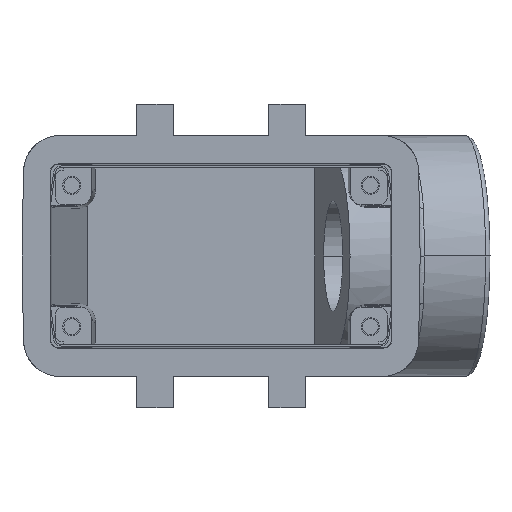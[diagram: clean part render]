
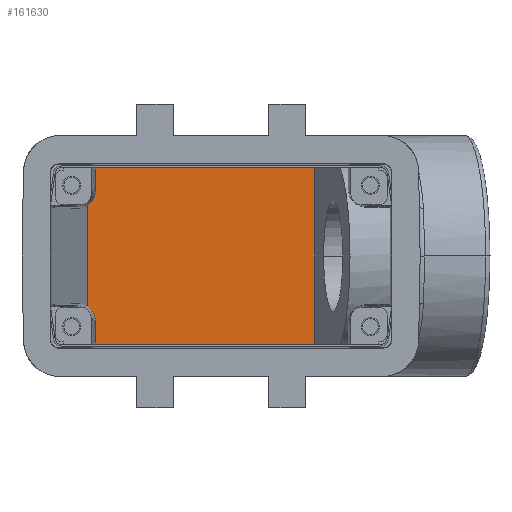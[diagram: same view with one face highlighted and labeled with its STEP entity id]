
A CAD part, front view. The second image highlights one B-rep face of the part: STEP entity #161630.
In plain terms, the highlighted face is planar.
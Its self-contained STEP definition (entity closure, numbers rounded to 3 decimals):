
#9760=CARTESIAN_POINT('',(-38.612,-90.1,-86.998
));
#9770=VERTEX_POINT('',#9760);
#10720=CARTESIAN_POINT('',(3.245,-90.1,
-86.998));
#10730=VERTEX_POINT('',#10720);
#10760=CARTESIAN_POINT('',(0.,-90.1,-86.998));
#10770=DIRECTION('',(1.,0.,0.));
#10780=VECTOR('',#10770,1.);
#10790=LINE('',#10760,#10780);
#10800=EDGE_CURVE('',#9770,#10730,#10790,.T.);
#17330=CARTESIAN_POINT('',(4.697,-90.1,
-79.66));
#17340=VERTEX_POINT('',#17330);
#17370=CARTESIAN_POINT('',(6.745,-90.1,
-82.498));
#17380=DIRECTION('',(0.,1.,0.));
#17390=DIRECTION('',(0.707,0.,
-0.707));
#17400=AXIS2_PLACEMENT_3D('',#17370,#17380,#17390);
#17410=ELLIPSE('',#17400,3.5,3.5);
#17420=CARTESIAN_POINT('',(3.245,-90.1,
-82.498));
#17430=VERTEX_POINT('',#17420);
#17440=EDGE_CURVE('',#17430,#17340,#17410,.T.);
#43380=CARTESIAN_POINT('',(4.697,-90.1,
-60.34));
#43390=VERTEX_POINT('',#43380);
#43420=CARTESIAN_POINT('',(4.697,-90.1,0.));
#43430=DIRECTION('',(0.,0.,1.));
#43440=VECTOR('',#43430,1.);
#43450=LINE('',#43420,#43440);
#43460=EDGE_CURVE('',#17340,#43390,#43450,.T.);
#45790=CARTESIAN_POINT('',(3.245,-90.1,-57.502)
);
#45800=VERTEX_POINT('',#45790);
#45950=CARTESIAN_POINT('',(3.245,-90.1,
-53.002));
#45960=VERTEX_POINT('',#45950);
#45990=CARTESIAN_POINT('',(3.245,-90.1,0.));
#46000=DIRECTION('',(0.,0.,1.));
#46010=VECTOR('',#46000,1.);
#46020=LINE('',#45990,#46010);
#46030=EDGE_CURVE('',#45800,#45960,#46020,.T.);
#47960=CARTESIAN_POINT('',(-38.612,-90.1,
-53.002));
#47970=VERTEX_POINT('',#47960);
#48000=CARTESIAN_POINT('',(0.,-90.1,-53.002));
#48010=DIRECTION('',(1.,0.,0.));
#48020=VECTOR('',#48010,1.);
#48030=LINE('',#48000,#48020);
#48040=EDGE_CURVE('',#47970,#45960,#48030,.T.);
#58480=CARTESIAN_POINT('',(6.745,-90.1,
-57.502));
#58490=DIRECTION('',(0.,1.,0.));
#58500=DIRECTION('',(0.707,0.,
0.707));
#58510=AXIS2_PLACEMENT_3D('',#58480,#58490,#58500);
#58520=ELLIPSE('',#58510,3.5,3.5);
#58530=EDGE_CURVE('',#43390,#45800,#58520,.T.);
#161380=CARTESIAN_POINT('',(-14.253,-90.1,-70.));
#161390=DIRECTION('',(0.,1.,0.));
#161400=DIRECTION('',(1.,0.,0.));
#161410=AXIS2_PLACEMENT_3D('',#161380,#161390,#161400);
#161420=PLANE('',#161410);
#161430=ORIENTED_EDGE('',*,*,#43460,.F.);
#161440=ORIENTED_EDGE('',*,*,#58530,.F.);
#161450=ORIENTED_EDGE('',*,*,#46030,.F.);
#161460=ORIENTED_EDGE('',*,*,#48040,.T.);
#161470=CARTESIAN_POINT('',(-38.612,-90.1,0.));
#161480=DIRECTION('',(0.,0.,-1.));
#161490=VECTOR('',#161480,1.);
#161500=LINE('',#161470,#161490);
#161510=EDGE_CURVE('',#47970,#9770,#161500,.T.);
#161520=ORIENTED_EDGE('',*,*,#161510,.F.);
#161530=ORIENTED_EDGE('',*,*,#10800,.F.);
#161540=CARTESIAN_POINT('',(3.245,-90.1,0.));
#161550=DIRECTION('',(0.,0.,1.));
#161560=VECTOR('',#161550,1.);
#161570=LINE('',#161540,#161560);
#161580=EDGE_CURVE('',#10730,#17430,#161570,.T.);
#161590=ORIENTED_EDGE('',*,*,#161580,.F.);
#161600=ORIENTED_EDGE('',*,*,#17440,.F.);
#161610=EDGE_LOOP('',(#161600,#161590,#161530,#161520,#161460,#161450,
#161440,#161430));
#161620=FACE_OUTER_BOUND('',#161610,.T.);
#161630=ADVANCED_FACE('',(#161620),#161420,.T.);
